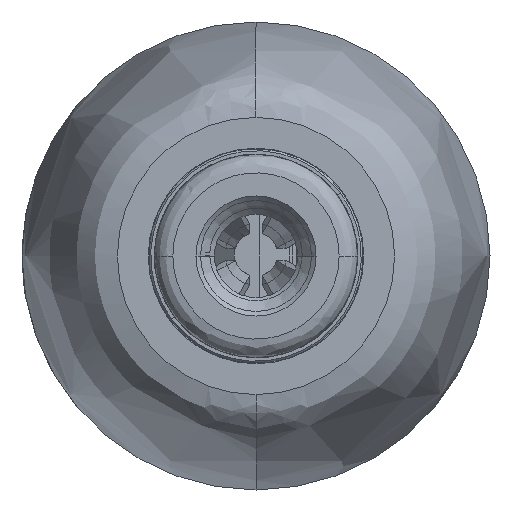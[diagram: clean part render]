
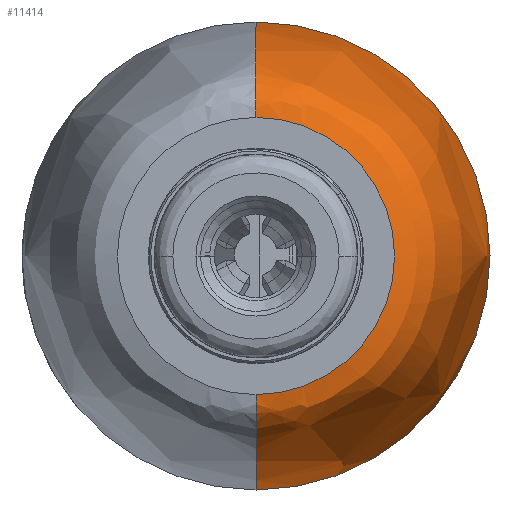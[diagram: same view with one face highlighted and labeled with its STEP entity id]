
A CAD part, left-side view. The second image highlights one B-rep face of the part: STEP entity #11414.
In plain terms, the highlighted free-form (B-spline) face has degree [3, 3] with [6, 4] control points.
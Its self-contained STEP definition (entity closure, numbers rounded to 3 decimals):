
#86 = EDGE_CURVE ( 'NONE', #17355, #3469, #16975, .T. ) ;
#272 = DIRECTION ( 'NONE',  ( 1., 0., 0. ) ) ;
#562 = CARTESIAN_POINT ( 'NONE',  ( -1.5, 0., -3.8 ) ) ;
#771 = CARTESIAN_POINT ( 'NONE',  ( -8., 0., 2.25 ) ) ;
#1113 = CARTESIAN_POINT ( 'NONE',  ( -5.002, 0., -3.697 ) ) ;
#1240 = CARTESIAN_POINT ( 'NONE',  ( -1.972, 0., -3.8 ) ) ;
#1618 = ORIENTED_EDGE ( 'NONE', *, *, #8872, .F. ) ;
#1818 = CIRCLE ( 'NONE', #7789, 2.25 ) ;
#1948 = CARTESIAN_POINT ( 'NONE',  ( -2.548, 0., 3.766 ) ) ;
#2396 = CARTESIAN_POINT ( 'NONE',  ( -1.5, 0., 3.8 ) ) ;
#2531 = CARTESIAN_POINT ( 'NONE',  ( -8., 0., 3.299 ) ) ;
#2595 = CIRCLE ( 'NONE', #20488, 3.8 ) ;
#3433 = CARTESIAN_POINT ( 'NONE',  ( -1.5, 0., 0. ) ) ;
#3469 = VERTEX_POINT ( 'NONE', #12393 ) ;
#3582 = CARTESIAN_POINT ( 'NONE',  ( -8., -4.5, -2.25 ) ) ;
#5167 = CARTESIAN_POINT ( 'NONE',  ( -1.972, -7.6, -3.8 ) ) ;
#5319 = CARTESIAN_POINT ( 'NONE',  ( -1.5, -7.6, 3.8 ) ) ;
#5389 = CARTESIAN_POINT ( 'NONE',  ( -8., 0., -3.299 ) ) ;
#5612 = CARTESIAN_POINT ( 'NONE',  ( -2.548, 0., 3.766 ) ) ;
#5956 = CARTESIAN_POINT ( 'NONE',  ( -8., 0., -3.299 ) ) ;
#6019 =( BOUNDED_SURFACE ( )  B_SPLINE_SURFACE ( 3, 3, ( 
 ( #9882, #5319, #16430, #562 ),
 ( #7005, #8309, #5167, #16232 ),
 ( #1948, #17844, #14629, #16309 ),
 ( #19390, #17973, #14701, #13078 ),
 ( #19682, #6783, #6711, #5389 ),
 ( #6928, #10096, #3582, #18053 ) ),
 .UNSPECIFIED., .F., .F., .F. ) 
 B_SPLINE_SURFACE_WITH_KNOTS ( ( 4, 1, 1, 4 ),
 ( 4, 4 ),
 ( 0., 0.209, 0.309, 1. ),
 ( 0., 1. ),
 .UNSPECIFIED. ) 
 GEOMETRIC_REPRESENTATION_ITEM ( )  RATIONAL_B_SPLINE_SURFACE ( (
 ( 1., 0.333, 0.333, 1.),
 ( 1., 0.333, 0.333, 1.),
 ( 1., 0.333, 0.333, 1.),
 ( 1., 0.333, 0.333, 1.),
 ( 1., 0.333, 0.333, 1.),
 ( 1., 0.333, 0.333, 1.) ) ) 
 REPRESENTATION_ITEM ( '' )  SURFACE ( )  );
#6711 = CARTESIAN_POINT ( 'NONE',  ( -8., -6.598, -3.299 ) ) ;
#6783 = CARTESIAN_POINT ( 'NONE',  ( -8., -6.598, 3.299 ) ) ;
#6928 = CARTESIAN_POINT ( 'NONE',  ( -8., 0., 2.25 ) ) ;
#7005 = CARTESIAN_POINT ( 'NONE',  ( -1.972, 0., 3.8 ) ) ;
#7789 = AXIS2_PLACEMENT_3D ( 'NONE', #12618, #9361, #17385 ) ;
#8071 = ORIENTED_EDGE ( 'NONE', *, *, #10154, .T. ) ;
#8309 = CARTESIAN_POINT ( 'NONE',  ( -1.972, -7.6, 3.8 ) ) ;
#8559 = EDGE_CURVE ( 'NONE', #17355, #11429, #2595, .T. ) ;
#8872 = EDGE_CURVE ( 'NONE', #11429, #18469, #13246, .T. ) ;
#8927 = CARTESIAN_POINT ( 'NONE',  ( -1.972, 0., 3.8 ) ) ;
#9361 = DIRECTION ( 'NONE',  ( 1., 0., 0. ) ) ;
#9882 = CARTESIAN_POINT ( 'NONE',  ( -1.5, 0., 3.8 ) ) ;
#10096 = CARTESIAN_POINT ( 'NONE',  ( -8., -4.5, 2.25 ) ) ;
#10154 = EDGE_CURVE ( 'NONE', #3469, #18469, #1818, .T. ) ;
#11414 = ADVANCED_FACE ( 'NONE', ( #17492 ), #6019, .T. ) ;
#11429 = VERTEX_POINT ( 'NONE', #14854 ) ;
#11826 = EDGE_LOOP ( 'NONE', ( #16369, #20274, #8071, #1618 ) ) ;
#12393 = CARTESIAN_POINT ( 'NONE',  ( -8., 0., 2.25 ) ) ;
#12618 = CARTESIAN_POINT ( 'NONE',  ( -8., 0., 0. ) ) ;
#13078 = CARTESIAN_POINT ( 'NONE',  ( -5.002, 0., -3.697 ) ) ;
#13246 = B_SPLINE_CURVE_WITH_KNOTS ( 'NONE', 3,
 ( #18563, #1240, #20318, #1113, #5956, #13864 ),
 .UNSPECIFIED., .F., .F.,
 ( 4, 1, 1, 4 ),
 ( 0., 0.209, 0.309, 1. ),
 .UNSPECIFIED. ) ;
#13864 = CARTESIAN_POINT ( 'NONE',  ( -8., 0., -2.25 ) ) ;
#14114 = CARTESIAN_POINT ( 'NONE',  ( -8., 0., -2.25 ) ) ;
#14559 = DIRECTION ( 'NONE',  ( 0., 0., -1. ) ) ;
#14629 = CARTESIAN_POINT ( 'NONE',  ( -2.548, -7.532, -3.766 ) ) ;
#14701 = CARTESIAN_POINT ( 'NONE',  ( -5.002, -7.393, -3.697 ) ) ;
#14854 = CARTESIAN_POINT ( 'NONE',  ( -1.5, 0., -3.8 ) ) ;
#15195 = CARTESIAN_POINT ( 'NONE',  ( -1.5, 0., 3.8 ) ) ;
#16232 = CARTESIAN_POINT ( 'NONE',  ( -1.972, 0., -3.8 ) ) ;
#16309 = CARTESIAN_POINT ( 'NONE',  ( -2.548, 0., -3.766 ) ) ;
#16369 = ORIENTED_EDGE ( 'NONE', *, *, #8559, .F. ) ;
#16430 = CARTESIAN_POINT ( 'NONE',  ( -1.5, -7.6, -3.8 ) ) ;
#16722 = CARTESIAN_POINT ( 'NONE',  ( -5.002, 0., 3.697 ) ) ;
#16975 = B_SPLINE_CURVE_WITH_KNOTS ( 'NONE', 3,
 ( #2396, #8927, #5612, #16722, #2531, #771 ),
 .UNSPECIFIED., .F., .F.,
 ( 4, 1, 1, 4 ),
 ( 0., 0.209, 0.309, 1. ),
 .UNSPECIFIED. ) ;
#17355 = VERTEX_POINT ( 'NONE', #15195 ) ;
#17385 = DIRECTION ( 'NONE',  ( 0., 0., -1. ) ) ;
#17492 = FACE_OUTER_BOUND ( 'NONE', #11826, .T. ) ;
#17844 = CARTESIAN_POINT ( 'NONE',  ( -2.548, -7.532, 3.766 ) ) ;
#17973 = CARTESIAN_POINT ( 'NONE',  ( -5.002, -7.393, 3.697 ) ) ;
#18053 = CARTESIAN_POINT ( 'NONE',  ( -8., 0., -2.25 ) ) ;
#18469 = VERTEX_POINT ( 'NONE', #14114 ) ;
#18563 = CARTESIAN_POINT ( 'NONE',  ( -1.5, 0., -3.8 ) ) ;
#19390 = CARTESIAN_POINT ( 'NONE',  ( -5.002, 0., 3.697 ) ) ;
#19682 = CARTESIAN_POINT ( 'NONE',  ( -8., 0., 3.299 ) ) ;
#20274 = ORIENTED_EDGE ( 'NONE', *, *, #86, .T. ) ;
#20318 = CARTESIAN_POINT ( 'NONE',  ( -2.548, 0., -3.766 ) ) ;
#20488 = AXIS2_PLACEMENT_3D ( 'NONE', #3433, #272, #14559 ) ;
